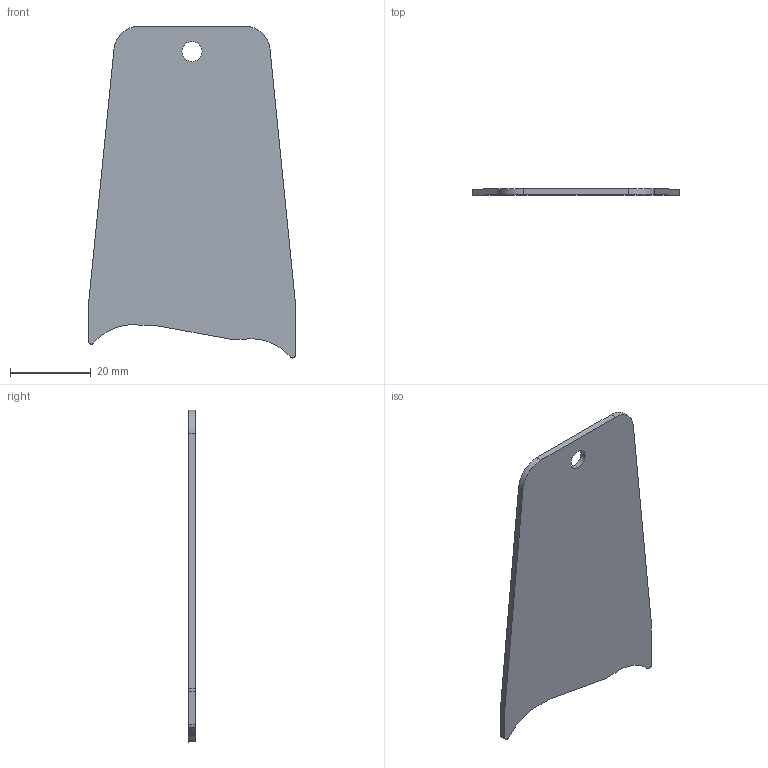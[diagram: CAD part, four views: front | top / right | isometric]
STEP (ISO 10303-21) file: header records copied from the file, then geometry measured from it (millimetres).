
FILE_DESCRIPTION (( 'STEP AP214' ), '1' );
FILE_NAME ('Inverter Tab.STEP', '2025-01-31T06:13:03', ( '' ), ( '' ), 'SwSTEP 2.0', 'SolidWorks 2024', '' );
FILE_SCHEMA (( 'AUTOMOTIVE_DESIGN' ));
Length unit declared in the file: inch
Products named in the file (1): Inverter Tab
Bounding box: 51.51 x 1.5 x 82.46 mm (x, y, z)
Volume: 5151.3 mm3; surface area: 7272.2 mm2
Topology: 1 solids, 1 shells, 23 faces, 63 edges, 42 vertices
Faces by surface type: plane 11, cylinder 8, bspline 4
Entity records: 811 total; most frequent: CARTESIAN_POINT 212, ORIENTED_EDGE 126, DIRECTION 110, EDGE_CURVE 63, VERTEX_POINT 42, LINE 38, VECTOR 38, AXIS2_PLACEMENT_3D 36
